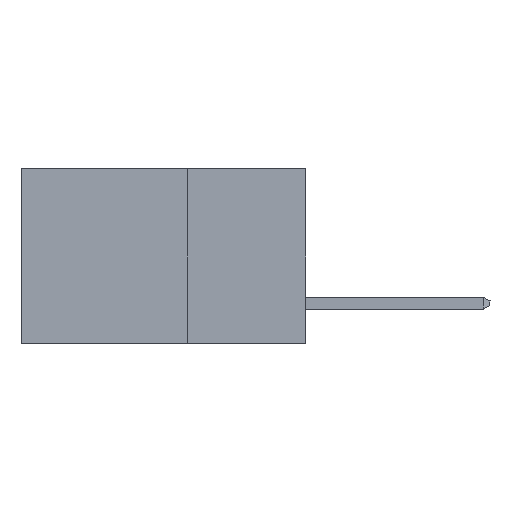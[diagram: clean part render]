
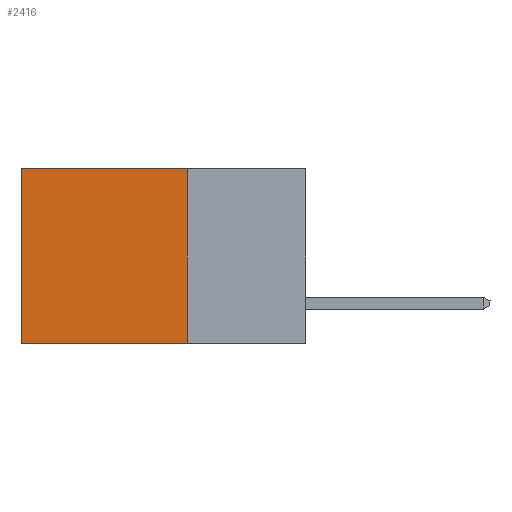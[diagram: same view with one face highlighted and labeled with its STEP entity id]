
A CAD part, left-side view. The second image highlights one B-rep face of the part: STEP entity #2416.
In plain terms, the highlighted planar face has unit normal (-1, 0, 0).
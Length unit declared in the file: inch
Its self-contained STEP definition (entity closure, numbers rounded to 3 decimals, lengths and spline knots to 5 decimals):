
#211 = EDGE_CURVE ( 'NONE', #14845, #16306, #10166, .T. ) ;
#215 = CARTESIAN_POINT ( 'NONE',  ( 0.2615, 0.25, -0.37 ) ) ;
#1355 = CARTESIAN_POINT ( 'NONE',  ( 0.2615, 0.25, 0. ) ) ;
#1389 = CARTESIAN_POINT ( 'NONE',  ( 0.2615, 0.25, -0.37 ) ) ;
#1731 = LINE ( 'NONE', #7784, #10625 ) ;
#2416 = ADVANCED_FACE ( 'NONE', ( #2752 ), #4380, .F. ) ;
#2577 = VERTEX_POINT ( 'NONE', #215 ) ;
#2752 = FACE_OUTER_BOUND ( 'NONE', #11790, .T. ) ;
#3459 = ORIENTED_EDGE ( 'NONE', *, *, #211, .T. ) ;
#4380 = PLANE ( 'NONE',  #10977 ) ;
#4730 = VERTEX_POINT ( 'NONE', #11364 ) ;
#5978 = CARTESIAN_POINT ( 'NONE',  ( 0.2615, 0.6, 0. ) ) ;
#6292 = CARTESIAN_POINT ( 'NONE',  ( 0.2615, 0.25, -0.37 ) ) ;
#6658 = ORIENTED_EDGE ( 'NONE', *, *, #10923, .F. ) ;
#7622 = VECTOR ( 'NONE', #14740, 39.37008 ) ;
#7743 = ORIENTED_EDGE ( 'NONE', *, *, #18577, .F. ) ;
#7784 = CARTESIAN_POINT ( 'NONE',  ( 0.2615, 0.6, -0.37 ) ) ;
#8539 = DIRECTION ( 'NONE',  ( 0., 1., 0. ) ) ;
#10166 = LINE ( 'NONE', #1355, #10526 ) ;
#10203 = DIRECTION ( 'NONE',  ( 0., 0., -1. ) ) ;
#10526 = VECTOR ( 'NONE', #8539, 39.37008 ) ;
#10625 = VECTOR ( 'NONE', #16318, 39.37008 ) ;
#10851 = LINE ( 'NONE', #15270, #11570 ) ;
#10923 = EDGE_CURVE ( 'NONE', #14845, #2577, #10851, .T. ) ;
#10977 = AXIS2_PLACEMENT_3D ( 'NONE', #1389, #15990, #10203 ) ;
#11364 = CARTESIAN_POINT ( 'NONE',  ( 0.2615, 0.6, -0.37 ) ) ;
#11570 = VECTOR ( 'NONE', #12190, 39.37008 ) ;
#11790 = EDGE_LOOP ( 'NONE', ( #12854, #7743, #6658, #3459 ) ) ;
#12190 = DIRECTION ( 'NONE',  ( 0., 0., -1. ) ) ;
#12854 = ORIENTED_EDGE ( 'NONE', *, *, #16851, .T. ) ;
#13935 = CARTESIAN_POINT ( 'NONE',  ( 0.2615, 0.25, 0. ) ) ;
#14740 = DIRECTION ( 'NONE',  ( 0., 1., 0. ) ) ;
#14845 = VERTEX_POINT ( 'NONE', #13935 ) ;
#15031 = LINE ( 'NONE', #6292, #7622 ) ;
#15270 = CARTESIAN_POINT ( 'NONE',  ( 0.2615, 0.25, -0.37 ) ) ;
#15990 = DIRECTION ( 'NONE',  ( 1., 0., 0. ) ) ;
#16306 = VERTEX_POINT ( 'NONE', #5978 ) ;
#16318 = DIRECTION ( 'NONE',  ( 0., 0., -1. ) ) ;
#16851 = EDGE_CURVE ( 'NONE', #16306, #4730, #1731, .T. ) ;
#18577 = EDGE_CURVE ( 'NONE', #2577, #4730, #15031, .T. ) ;
